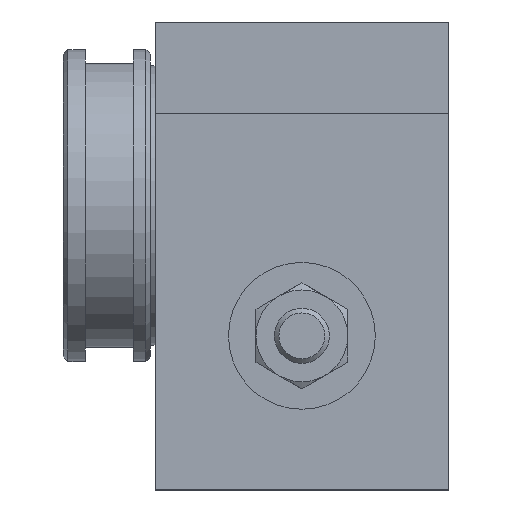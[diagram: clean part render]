
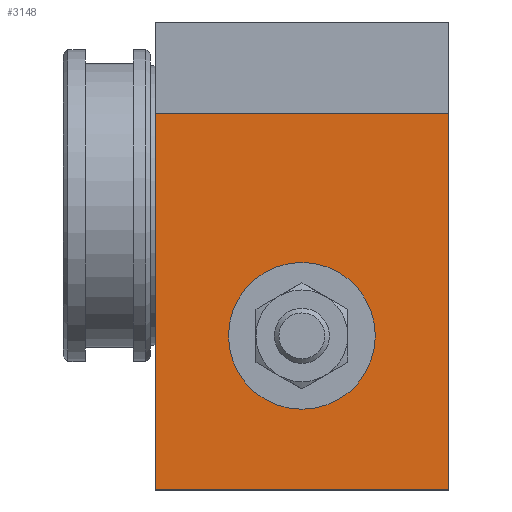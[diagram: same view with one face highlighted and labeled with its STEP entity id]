
A CAD part, left-side view. The second image highlights one B-rep face of the part: STEP entity #3148.
In plain terms, the highlighted planar face has unit normal (-1, 0, 0).
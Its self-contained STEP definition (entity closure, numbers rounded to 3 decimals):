
#229=LINE('',#5299,#435);
#232=LINE('',#5305,#438);
#234=LINE('',#5312,#440);
#235=LINE('',#5314,#441);
#435=VECTOR('',#4263,1000.);
#438=VECTOR('',#4268,1000.);
#440=VECTOR('',#4276,1000.);
#441=VECTOR('',#4279,1000.);
#606=FACE_BOUND('',#953,.T.);
#736=FACE_OUTER_BOUND('',#952,.T.);
#952=EDGE_LOOP('',(#2717,#2718,#2719,#2720));
#953=EDGE_LOOP('',(#2721,#2722));
#1200=CIRCLE('',#3567,8.);
#1201=CIRCLE('',#3568,8.);
#1454=VERTEX_POINT('',#5296);
#1455=VERTEX_POINT('',#5298);
#1456=VERTEX_POINT('',#5302);
#1457=VERTEX_POINT('',#5304);
#1510=VERTEX_POINT('',#5481);
#1511=VERTEX_POINT('',#5482);
#1850=EDGE_CURVE('',#1454,#1455,#229,.T.);
#1853=EDGE_CURVE('',#1456,#1457,#232,.T.);
#1857=EDGE_CURVE('',#1457,#1454,#234,.T.);
#1858=EDGE_CURVE('',#1455,#1456,#235,.T.);
#1940=EDGE_CURVE('',#1510,#1511,#1200,.T.);
#1941=EDGE_CURVE('',#1511,#1510,#1201,.T.);
#2717=ORIENTED_EDGE('',*,*,#1853,.F.);
#2718=ORIENTED_EDGE('',*,*,#1858,.F.);
#2719=ORIENTED_EDGE('',*,*,#1850,.F.);
#2720=ORIENTED_EDGE('',*,*,#1857,.F.);
#2721=ORIENTED_EDGE('',*,*,#1940,.T.);
#2722=ORIENTED_EDGE('',*,*,#1941,.T.);
#2999=PLANE('',#3566);
#3148=ADVANCED_FACE('',(#736,#606),#2999,.F.);
#3566=AXIS2_PLACEMENT_3D('',#5480,#4469,#4470);
#3567=AXIS2_PLACEMENT_3D('',#5483,#4471,#4472);
#3568=AXIS2_PLACEMENT_3D('',#5484,#4473,#4474);
#4263=DIRECTION('',(0.,-1.,0.));
#4268=DIRECTION('',(0.,1.,0.));
#4276=DIRECTION('',(0.,0.,1.));
#4279=DIRECTION('',(0.,0.,-1.));
#4469=DIRECTION('center_axis',(1.,0.,0.));
#4470=DIRECTION('ref_axis',(0.,0.,1.));
#4471=DIRECTION('center_axis',(1.,0.,0.));
#4472=DIRECTION('ref_axis',(0.,0.,-1.));
#4473=DIRECTION('center_axis',(1.,0.,0.));
#4474=DIRECTION('ref_axis',(0.,0.,-1.));
#5296=CARTESIAN_POINT('',(-74.,31.999,9.999));
#5298=CARTESIAN_POINT('',(-74.,0.001,9.999));
#5299=CARTESIAN_POINT('',(-74.,31.999,9.999));
#5302=CARTESIAN_POINT('',(-74.,0.001,-30.999));
#5304=CARTESIAN_POINT('',(-74.,31.999,-30.999));
#5305=CARTESIAN_POINT('',(-74.,31.999,-30.999));
#5312=CARTESIAN_POINT('',(-74.,31.999,-30.999));
#5314=CARTESIAN_POINT('',(-74.,0.001,-30.999));
#5480=CARTESIAN_POINT('Origin',(-74.,0.001,-30.999));
#5481=CARTESIAN_POINT('',(-74.,16.,-22.2));
#5482=CARTESIAN_POINT('',(-74.,16.,-6.2));
#5483=CARTESIAN_POINT('Origin',(-74.,16.,-14.2));
#5484=CARTESIAN_POINT('Origin',(-74.,16.,-14.2));
